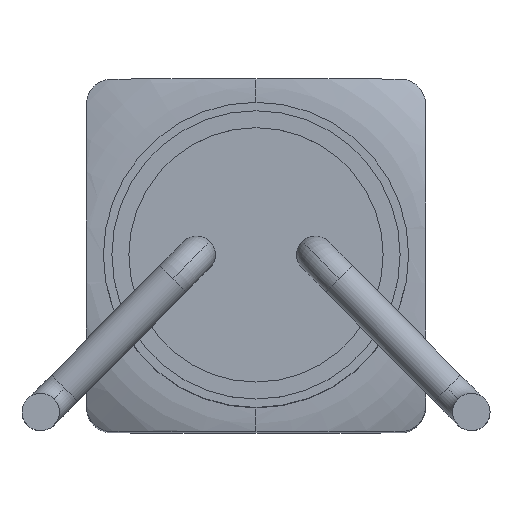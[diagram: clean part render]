
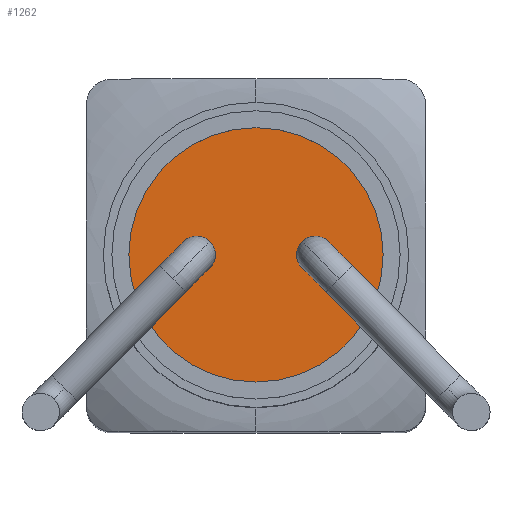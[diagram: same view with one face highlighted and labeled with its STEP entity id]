
A CAD part, top view. The second image highlights one B-rep face of the part: STEP entity #1262.
In plain terms, the highlighted planar face has unit normal (0, 0, 1).
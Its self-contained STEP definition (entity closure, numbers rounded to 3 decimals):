
#29 = ORIENTED_EDGE ( 'NONE', *, *, #1041, .T. ) ;
#139 = AXIS2_PLACEMENT_3D ( 'NONE', #1405, #279, #1689 ) ;
#177 = VERTEX_POINT ( 'NONE', #746 ) ;
#279 = DIRECTION ( 'NONE',  ( 0., 0., 1. ) ) ;
#312 = DIRECTION ( 'NONE',  ( 0., 0., 1. ) ) ;
#348 = FACE_OUTER_BOUND ( 'NONE', #1490, .T. ) ;
#435 = ORIENTED_EDGE ( 'NONE', *, *, #506, .T. ) ;
#506 = EDGE_CURVE ( 'NONE', #177, #1681, #1599, .T. ) ;
#730 = CARTESIAN_POINT ( 'NONE',  ( 0., 1.04, 2. ) ) ;
#746 = CARTESIAN_POINT ( 'NONE',  ( 0.75, 1.04, 2. ) ) ;
#980 = AXIS2_PLACEMENT_3D ( 'NONE', #730, #312, #1265 ) ;
#1041 = EDGE_CURVE ( 'NONE', #1681, #177, #1129, .T. ) ;
#1045 = DIRECTION ( 'NONE',  ( 0., 0., 1. ) ) ;
#1084 = CARTESIAN_POINT ( 'NONE',  ( -0.75, 1.04, 2. ) ) ;
#1129 = CIRCLE ( 'NONE', #1691, 0.75 ) ;
#1262 = ADVANCED_FACE ( 'NONE', ( #348 ), #1549, .T. ) ;
#1265 = DIRECTION ( 'NONE',  ( 1., 0., 0. ) ) ;
#1405 = CARTESIAN_POINT ( 'NONE',  ( 0., 1.04, 2. ) ) ;
#1490 = EDGE_LOOP ( 'NONE', ( #29, #435 ) ) ;
#1549 = PLANE ( 'NONE',  #980 ) ;
#1599 = CIRCLE ( 'NONE', #139, 0.75 ) ;
#1681 = VERTEX_POINT ( 'NONE', #1084 ) ;
#1689 = DIRECTION ( 'NONE',  ( 1., 0., 0. ) ) ;
#1691 = AXIS2_PLACEMENT_3D ( 'NONE', #1739, #1045, #1745 ) ;
#1739 = CARTESIAN_POINT ( 'NONE',  ( 0., 1.04, 2. ) ) ;
#1745 = DIRECTION ( 'NONE',  ( 1., 0., 0. ) ) ;
